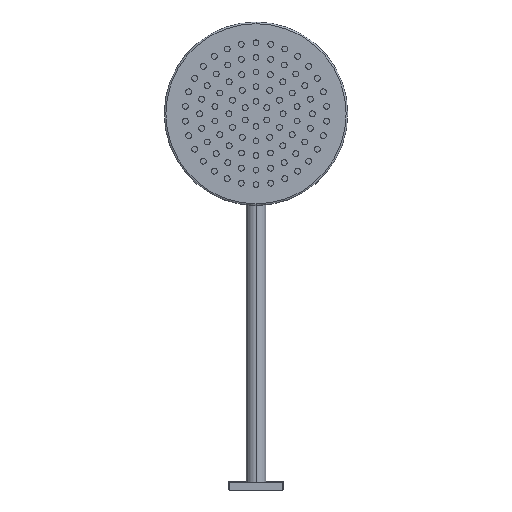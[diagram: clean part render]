
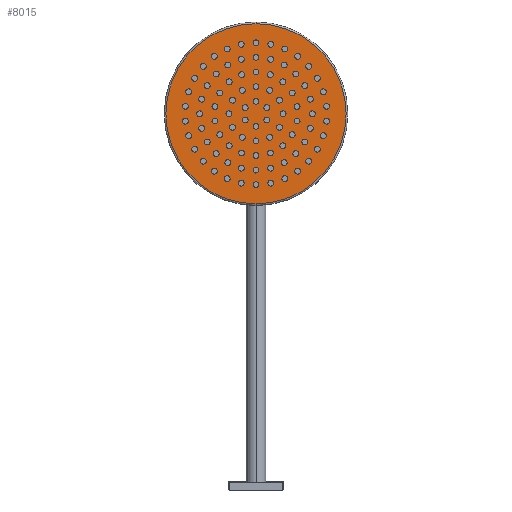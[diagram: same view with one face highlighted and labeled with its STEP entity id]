
A CAD part, front view. The second image highlights one B-rep face of the part: STEP entity #8015.
In plain terms, the highlighted planar face has unit normal (0, -1, 0).
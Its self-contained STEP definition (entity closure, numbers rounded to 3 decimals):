
#168 = EDGE_CURVE ( 'NONE', #2136, #3570, #4355, .T. ) ;
#185 = CARTESIAN_POINT ( 'NONE',  ( 0., -15.5, 108. ) ) ;
#639 = DIRECTION ( 'NONE',  ( 0., -1., 0. ) ) ;
#2034 = DIRECTION ( 'NONE',  ( 0., 0., 1. ) ) ;
#2047 = DIRECTION ( 'NONE',  ( 0., -1., 0. ) ) ;
#2075 = CARTESIAN_POINT ( 'NONE',  ( 0., -15.5, 0. ) ) ;
#2136 = VERTEX_POINT ( 'NONE', #7436 ) ;
#2214 = ORIENTED_EDGE ( 'NONE', *, *, #2597, .T. ) ;
#2531 = FACE_OUTER_BOUND ( 'NONE', #5108, .T. ) ;
#2597 = EDGE_CURVE ( 'NONE', #3570, #2136, #9146, .T. ) ;
#3570 = VERTEX_POINT ( 'NONE', #185 ) ;
#3665 = PLANE ( 'NONE',  #7361 ) ;
#4355 = CIRCLE ( 'NONE', #8056, 108. ) ;
#4431 = CARTESIAN_POINT ( 'NONE',  ( 0., -15.5, 0. ) ) ;
#5108 = EDGE_LOOP ( 'NONE', ( #2214, #6776 ) ) ;
#5188 = DIRECTION ( 'NONE',  ( 0., 0., 1. ) ) ;
#5213 = CARTESIAN_POINT ( 'NONE',  ( 0., -15.5, 0. ) ) ;
#5705 = AXIS2_PLACEMENT_3D ( 'NONE', #5213, #639, #5959 ) ;
#5959 = DIRECTION ( 'NONE',  ( 0., 0., 1. ) ) ;
#6776 = ORIENTED_EDGE ( 'NONE', *, *, #168, .T. ) ;
#7361 = AXIS2_PLACEMENT_3D ( 'NONE', #4431, #9581, #5188 ) ;
#7436 = CARTESIAN_POINT ( 'NONE',  ( 0., -15.5, -108. ) ) ;
#8015 = ADVANCED_FACE ( 'NONE', ( #2531 ), #3665, .F. ) ;
#8056 = AXIS2_PLACEMENT_3D ( 'NONE', #2075, #2047, #2034 ) ;
#9146 = CIRCLE ( 'NONE', #5705, 108. ) ;
#9581 = DIRECTION ( 'NONE',  ( 0., 1., 0. ) ) ;
